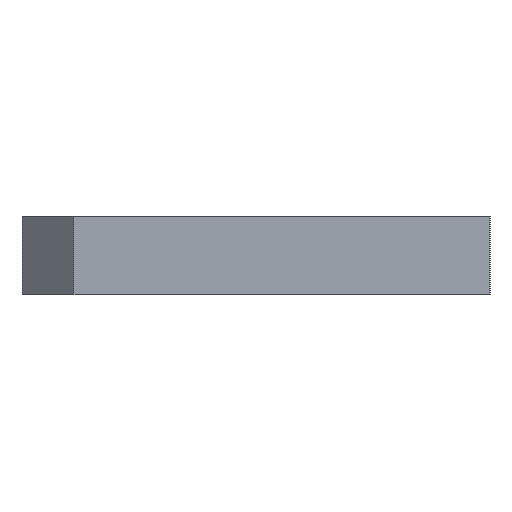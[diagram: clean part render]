
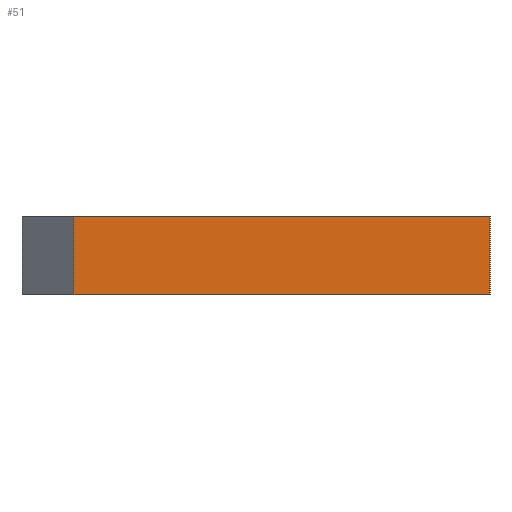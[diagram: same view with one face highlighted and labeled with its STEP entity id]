
A CAD part, left-side view. The second image highlights one B-rep face of the part: STEP entity #51.
In plain terms, the highlighted planar face has unit normal (-1, 0, 0).
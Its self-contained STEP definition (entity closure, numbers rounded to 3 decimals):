
#51=ADVANCED_FACE('',(#89),#69,.T.);
#69=PLANE('',#432);
#89=FACE_OUTER_BOUND('',#109,.T.);
#109=EDGE_LOOP('',(#162,#163,#164,#165));
#162=ORIENTED_EDGE('',*,*,#301,.T.);
#163=ORIENTED_EDGE('',*,*,#302,.T.);
#164=ORIENTED_EDGE('',*,*,#303,.F.);
#165=ORIENTED_EDGE('',*,*,#300,.F.);
#257=VERTEX_POINT('',#619);
#259=VERTEX_POINT('',#623);
#260=VERTEX_POINT('',#627);
#261=VERTEX_POINT('',#629);
#300=EDGE_CURVE('',#259,#257,#350,.T.);
#301=EDGE_CURVE('',#259,#260,#351,.T.);
#302=EDGE_CURVE('',#260,#261,#352,.T.);
#303=EDGE_CURVE('',#257,#261,#353,.T.);
#350=LINE('',#624,#400);
#351=LINE('',#626,#401);
#352=LINE('',#628,#402);
#353=LINE('',#630,#403);
#400=VECTOR('',#505,1.);
#401=VECTOR('',#508,1.);
#402=VECTOR('',#509,1.);
#403=VECTOR('',#510,1.);
#432=AXIS2_PLACEMENT_3D('',#631,#511,#512);
#505=DIRECTION('',(0.,0.,-1.));
#508=DIRECTION('',(0.,1.,0.));
#509=DIRECTION('',(0.,0.,-1.));
#510=DIRECTION('',(0.,1.,0.));
#511=DIRECTION('',(-1.,0.,0.));
#512=DIRECTION('',(0.,0.,1.));
#619=CARTESIAN_POINT('',(5066.,-1068.042,2413.606));
#623=CARTESIAN_POINT('',(5066.,-1068.042,2416.606));
#624=CARTESIAN_POINT('',(5066.,-1068.042,2416.606));
#626=CARTESIAN_POINT('',(5066.,-1068.042,2416.606));
#627=CARTESIAN_POINT('',(5066.,-1052.042,2416.606));
#628=CARTESIAN_POINT('',(5066.,-1052.042,2416.606));
#629=CARTESIAN_POINT('',(5066.,-1052.042,2413.606));
#630=CARTESIAN_POINT('',(5066.,-1068.042,2413.606));
#631=CARTESIAN_POINT('',(5066.,-1068.042,2416.606));
